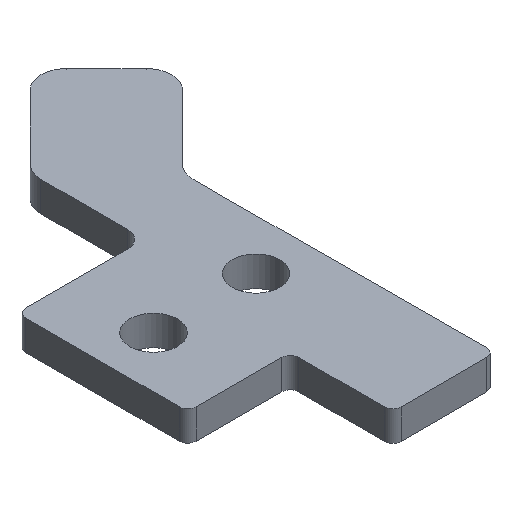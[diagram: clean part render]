
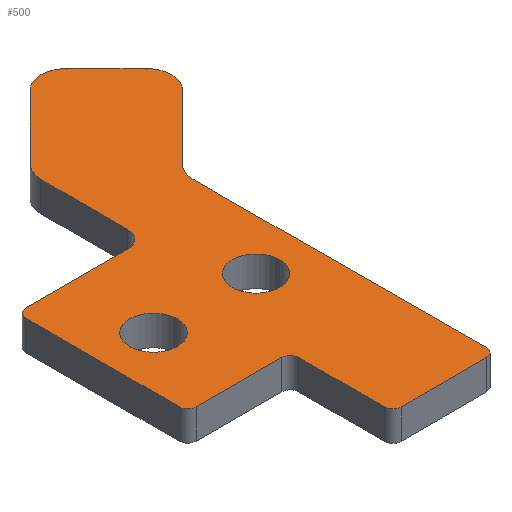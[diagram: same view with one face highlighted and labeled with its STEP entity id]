
A CAD part, isometric view. The second image highlights one B-rep face of the part: STEP entity #500.
In plain terms, the highlighted planar face has unit normal (0, 0, 1).
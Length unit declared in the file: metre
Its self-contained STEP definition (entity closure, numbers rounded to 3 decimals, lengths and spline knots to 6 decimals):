
#31=PLANE('',#553);
#37=LINE('',#738,#81);
#41=LINE('',#750,#85);
#45=LINE('',#762,#89);
#49=LINE('',#774,#93);
#53=LINE('',#786,#97);
#54=LINE('',#788,#98);
#58=LINE('',#797,#102);
#64=LINE('',#811,#108);
#66=LINE('',#815,#110);
#70=LINE('',#824,#114);
#74=LINE('',#838,#118);
#81=VECTOR('',#587,1.);
#85=VECTOR('',#599,1.);
#89=VECTOR('',#611,1.);
#93=VECTOR('',#623,1.);
#97=VECTOR('',#635,1.);
#98=VECTOR('',#638,1.);
#102=VECTOR('',#644,1.);
#108=VECTOR('',#652,1.);
#110=VECTOR('',#656,1.);
#114=VECTOR('',#662,1.);
#118=VECTOR('',#674,1.);
#189=ORIENTED_EDGE('',*,*,#302,.F.);
#190=ORIENTED_EDGE('',*,*,#319,.T.);
#191=ORIENTED_EDGE('',*,*,#304,.F.);
#192=ORIENTED_EDGE('',*,*,#320,.T.);
#193=ORIENTED_EDGE('',*,*,#308,.F.);
#194=ORIENTED_EDGE('',*,*,#321,.T.);
#195=ORIENTED_EDGE('',*,*,#314,.T.);
#196=ORIENTED_EDGE('',*,*,#263,.F.);
#197=ORIENTED_EDGE('',*,*,#267,.T.);
#198=ORIENTED_EDGE('',*,*,#270,.T.);
#199=ORIENTED_EDGE('',*,*,#273,.F.);
#200=ORIENTED_EDGE('',*,*,#276,.T.);
#201=ORIENTED_EDGE('',*,*,#279,.F.);
#202=ORIENTED_EDGE('',*,*,#282,.T.);
#203=ORIENTED_EDGE('',*,*,#285,.F.);
#204=ORIENTED_EDGE('',*,*,#288,.F.);
#205=ORIENTED_EDGE('',*,*,#291,.F.);
#206=ORIENTED_EDGE('',*,*,#322,.T.);
#207=ORIENTED_EDGE('',*,*,#292,.T.);
#208=ORIENTED_EDGE('',*,*,#323,.T.);
#209=ORIENTED_EDGE('',*,*,#296,.T.);
#210=ORIENTED_EDGE('',*,*,#324,.T.);
#211=ORIENTED_EDGE('',*,*,#312,.F.);
#212=ORIENTED_EDGE('',*,*,#317,.F.);
#263=EDGE_CURVE('',#333,#334,#380,.T.);
#267=EDGE_CURVE('',#333,#336,#37,.T.);
#270=EDGE_CURVE('',#336,#338,#382,.T.);
#273=EDGE_CURVE('',#340,#338,#41,.T.);
#276=EDGE_CURVE('',#340,#342,#384,.T.);
#279=EDGE_CURVE('',#344,#342,#45,.T.);
#282=EDGE_CURVE('',#344,#346,#386,.T.);
#285=EDGE_CURVE('',#348,#346,#49,.T.);
#288=EDGE_CURVE('',#350,#348,#388,.T.);
#291=EDGE_CURVE('',#352,#350,#53,.T.);
#292=EDGE_CURVE('',#353,#354,#54,.T.);
#296=EDGE_CURVE('',#357,#358,#58,.T.);
#302=EDGE_CURVE('',#363,#364,#64,.T.);
#304=EDGE_CURVE('',#365,#366,#66,.T.);
#308=EDGE_CURVE('',#369,#370,#70,.T.);
#312=EDGE_CURVE('',#373,#373,#389,.T.);
#314=EDGE_CURVE('',#375,#334,#74,.T.);
#317=EDGE_CURVE('',#377,#377,#391,.T.);
#319=EDGE_CURVE('',#363,#366,#393,.T.);
#320=EDGE_CURVE('',#365,#370,#394,.T.);
#321=EDGE_CURVE('',#369,#375,#395,.F.);
#322=EDGE_CURVE('',#352,#353,#396,.T.);
#323=EDGE_CURVE('',#354,#357,#397,.T.);
#324=EDGE_CURVE('',#358,#364,#398,.F.);
#333=VERTEX_POINT('',#729);
#334=VERTEX_POINT('',#731);
#336=VERTEX_POINT('',#737);
#338=VERTEX_POINT('',#743);
#340=VERTEX_POINT('',#749);
#342=VERTEX_POINT('',#755);
#344=VERTEX_POINT('',#761);
#346=VERTEX_POINT('',#767);
#348=VERTEX_POINT('',#773);
#350=VERTEX_POINT('',#779);
#352=VERTEX_POINT('',#785);
#353=VERTEX_POINT('',#789);
#354=VERTEX_POINT('',#790);
#357=VERTEX_POINT('',#798);
#358=VERTEX_POINT('',#799);
#363=VERTEX_POINT('',#810);
#364=VERTEX_POINT('',#812);
#365=VERTEX_POINT('',#816);
#366=VERTEX_POINT('',#817);
#369=VERTEX_POINT('',#825);
#370=VERTEX_POINT('',#826);
#373=VERTEX_POINT('',#834);
#375=VERTEX_POINT('',#839);
#377=VERTEX_POINT('',#845);
#380=CIRCLE('',#523,0.003);
#382=CIRCLE('',#527,0.003);
#384=CIRCLE('',#531,0.003);
#386=CIRCLE('',#535,0.003);
#388=CIRCLE('',#539,0.002);
#389=CIRCLE('',#547,0.0028);
#391=CIRCLE('',#551,0.0028);
#393=CIRCLE('',#554,0.001);
#394=CIRCLE('',#555,0.001);
#395=CIRCLE('',#556,0.001);
#396=CIRCLE('',#557,0.001);
#397=CIRCLE('',#558,0.001);
#398=CIRCLE('',#559,0.001);
#425=EDGE_LOOP('',(#189,#190,#191,#192,#193,#194,#195,#196,#197,#198,#199,
#200,#201,#202,#203,#204,#205,#206,#207,#208,#209,#210));
#426=EDGE_LOOP('',(#211));
#427=EDGE_LOOP('',(#212));
#457=FACE_BOUND('',#425,.T.);
#458=FACE_BOUND('',#426,.T.);
#459=FACE_BOUND('',#427,.T.);
#500=ADVANCED_FACE('',(#457,#458,#459),#31,.T.);
#523=AXIS2_PLACEMENT_3D('',#730,#580,#581);
#527=AXIS2_PLACEMENT_3D('',#744,#593,#594);
#531=AXIS2_PLACEMENT_3D('',#756,#605,#606);
#535=AXIS2_PLACEMENT_3D('',#768,#617,#618);
#539=AXIS2_PLACEMENT_3D('',#780,#629,#630);
#547=AXIS2_PLACEMENT_3D('',#833,#668,#669);
#551=AXIS2_PLACEMENT_3D('',#844,#679,#680);
#553=AXIS2_PLACEMENT_3D('',#848,#683,#684);
#554=AXIS2_PLACEMENT_3D('',#849,#685,#686);
#555=AXIS2_PLACEMENT_3D('',#850,#687,#688);
#556=AXIS2_PLACEMENT_3D('',#851,#689,#690);
#557=AXIS2_PLACEMENT_3D('',#852,#691,#692);
#558=AXIS2_PLACEMENT_3D('',#853,#693,#694);
#559=AXIS2_PLACEMENT_3D('',#854,#695,#696);
#580=DIRECTION('',(0.,0.,1.));
#581=DIRECTION('',(1.,0.,0.));
#587=DIRECTION('',(0.707,0.707,0.));
#593=DIRECTION('',(0.,0.,1.));
#594=DIRECTION('',(1.,0.,0.));
#599=DIRECTION('',(0.707,-0.707,0.));
#605=DIRECTION('',(0.,0.,1.));
#606=DIRECTION('',(1.,0.,0.));
#611=DIRECTION('',(0.707,0.707,0.));
#617=DIRECTION('',(0.,0.,1.));
#618=DIRECTION('',(1.,0.,0.));
#623=DIRECTION('',(0.,1.,0.));
#629=DIRECTION('',(0.,0.,1.));
#630=DIRECTION('',(1.,0.,0.));
#635=DIRECTION('',(1.,0.,0.));
#638=DIRECTION('',(0.,-1.,0.));
#644=DIRECTION('',(1.,0.,0.));
#652=DIRECTION('',(0.,1.,0.));
#656=DIRECTION('',(-1.,-0.004,0.));
#662=DIRECTION('',(0.004,-1.,0.));
#668=DIRECTION('',(0.,0.,1.));
#669=DIRECTION('',(1.,0.,0.));
#674=DIRECTION('',(0.,1.,0.));
#679=DIRECTION('',(0.,0.,1.));
#680=DIRECTION('',(1.,0.,0.));
#683=DIRECTION('',(0.,0.,1.));
#684=DIRECTION('',(1.,0.,0.));
#685=DIRECTION('',(0.,0.,1.));
#686=DIRECTION('',(1.,0.,0.));
#687=DIRECTION('',(0.,0.,1.));
#688=DIRECTION('',(1.,0.,0.));
#689=DIRECTION('',(0.,0.,1.));
#690=DIRECTION('',(1.,0.,0.));
#691=DIRECTION('',(0.,0.,1.));
#692=DIRECTION('',(1.,0.,0.));
#693=DIRECTION('',(0.,0.,1.));
#694=DIRECTION('',(1.,0.,0.));
#695=DIRECTION('',(0.,0.,1.));
#696=DIRECTION('',(1.,0.,0.));
#729=CARTESIAN_POINT('',(0.012843,0.015373,0.0035));
#730=CARTESIAN_POINT('',(0.014964,0.013251,0.0035));
#731=CARTESIAN_POINT('',(0.011964,0.013251,0.0035));
#737=CARTESIAN_POINT('',(0.020449,0.022979,0.0035));
#738=CARTESIAN_POINT('',(0.016646,0.019176,0.0035));
#743=CARTESIAN_POINT('',(0.020449,0.027222,0.0035));
#744=CARTESIAN_POINT('',(0.018328,0.025101,0.0035));
#749=CARTESIAN_POINT('',(0.015772,0.031899,0.0035));
#750=CARTESIAN_POINT('',(0.018111,0.029561,0.0035));
#755=CARTESIAN_POINT('',(0.011529,0.031899,0.0035));
#756=CARTESIAN_POINT('',(0.013651,0.029778,0.0035));
#761=CARTESIAN_POINT('',(0.003923,0.024293,0.0035));
#762=CARTESIAN_POINT('',(0.007726,0.028096,0.0035));
#767=CARTESIAN_POINT('',(0.003044,0.022172,0.0035));
#768=CARTESIAN_POINT('',(0.006044,0.022172,0.0035));
#773=CARTESIAN_POINT('',(0.003044,0.012,0.0035));
#774=CARTESIAN_POINT('',(0.003044,0.017086,0.0035));
#779=CARTESIAN_POINT('',(0.001044,0.01,0.0035));
#780=CARTESIAN_POINT('',(0.001044,0.012,0.0035));
#785=CARTESIAN_POINT('',(-0.01092,0.01,0.0035));
#786=CARTESIAN_POINT('',(-0.005438,0.01,0.0035));
#788=CARTESIAN_POINT('',(-0.01192,0.,0.0035));
#789=CARTESIAN_POINT('',(-0.01192,0.009,0.0035));
#790=CARTESIAN_POINT('',(-0.01192,-0.009,0.0035));
#797=CARTESIAN_POINT('',(-0.00592,-0.01,0.0035));
#798=CARTESIAN_POINT('',(-0.01092,-0.01,0.0035));
#799=CARTESIAN_POINT('',(-0.00092,-0.01,0.0035));
#810=CARTESIAN_POINT('',(0.00008,-0.021039,0.0035));
#811=CARTESIAN_POINT('',(0.00008,-0.016022,0.0035));
#812=CARTESIAN_POINT('',(0.00008,-0.011,0.0035));
#815=CARTESIAN_POINT('',(0.00608,-0.022021,0.0035));
#816=CARTESIAN_POINT('',(0.01108,-0.022003,0.0035));
#817=CARTESIAN_POINT('',(0.001083,-0.022039,0.0035));
#824=CARTESIAN_POINT('',(0.012022,-0.006,0.0035));
#825=CARTESIAN_POINT('',(0.011964,0.009998,0.0035));
#826=CARTESIAN_POINT('',(0.012076,-0.021,0.0035));
#833=CARTESIAN_POINT('',(-0.00592,0.,0.0035));
#834=CARTESIAN_POINT('',(-0.00312,0.,0.0035));
#838=CARTESIAN_POINT('',(0.011964,0.011626,0.0035));
#839=CARTESIAN_POINT('',(0.011964,0.010002,0.0035));
#844=CARTESIAN_POINT('',(0.00608,0.,0.0035));
#845=CARTESIAN_POINT('',(0.00888,0.,0.0035));
#848=CARTESIAN_POINT('',(0.004704,0.005368,0.0035));
#849=CARTESIAN_POINT('',(0.00108,-0.021039,0.0035));
#850=CARTESIAN_POINT('',(0.011076,-0.021003,0.0035));
#851=CARTESIAN_POINT('',(0.012964,0.010002,0.0035));
#852=CARTESIAN_POINT('',(-0.01092,0.009,0.0035));
#853=CARTESIAN_POINT('',(-0.01092,-0.009,0.0035));
#854=CARTESIAN_POINT('',(-0.00092,-0.011,0.0035));
